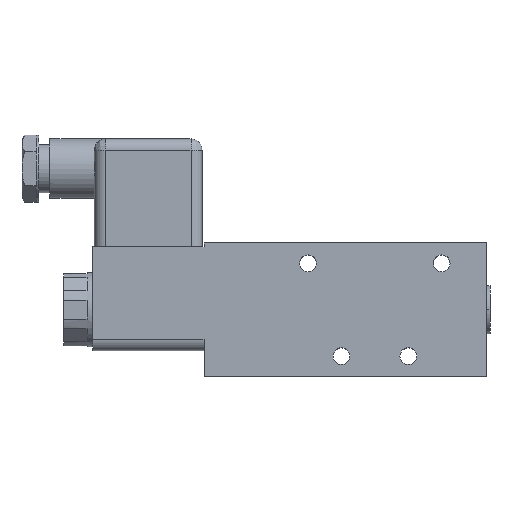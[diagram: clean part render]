
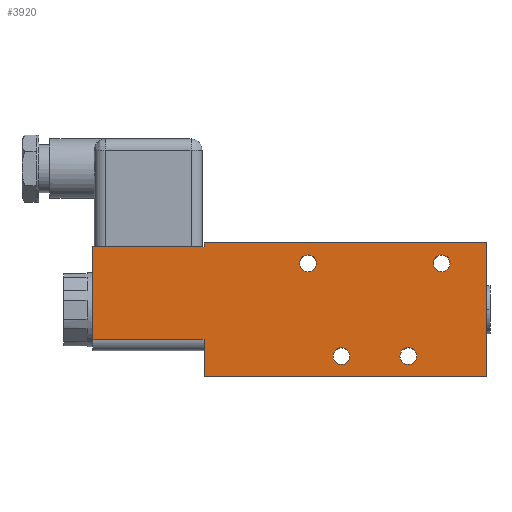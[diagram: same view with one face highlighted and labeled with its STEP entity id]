
A CAD part, top view. The second image highlights one B-rep face of the part: STEP entity #3920.
In plain terms, the highlighted planar face has unit normal (0, 0, 1).
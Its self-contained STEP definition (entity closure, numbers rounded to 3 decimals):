
#4 = AXIS2_PLACEMENT_3D ( 'NONE', #2511, #2523, #3442 ) ;
#21 = EDGE_LOOP ( 'NONE', ( #1054, #3254 ) ) ;
#107 = CARTESIAN_POINT ( 'NONE',  ( -86.959, -16.919, 38.897 ) ) ;
#109 = DIRECTION ( 'NONE',  ( -1., 0., 0. ) ) ;
#164 = LINE ( 'NONE', #235, #3373 ) ;
#183 = DIRECTION ( 'NONE',  ( 0., 0., 1. ) ) ;
#231 = VERTEX_POINT ( 'NONE', #2100 ) ;
#235 = CARTESIAN_POINT ( 'NONE',  ( -63.959, -52.919, 38.897 ) ) ;
#241 = CARTESIAN_POINT ( 'NONE',  ( -47.709, -47.419, 38.897 ) ) ;
#289 = CARTESIAN_POINT ( 'NONE',  ( -25.209, -22.419, 38.897 ) ) ;
#293 = FACE_BOUND ( 'NONE', #1405, .T. ) ;
#297 = LINE ( 'NONE', #3705, #787 ) ;
#335 = VERTEX_POINT ( 'NONE', #1927 ) ;
#365 = EDGE_CURVE ( 'NONE', #3113, #2677, #3105, .T. ) ;
#372 = VERTEX_POINT ( 'NONE', #107 ) ;
#382 = VERTEX_POINT ( 'NONE', #639 ) ;
#531 = ORIENTED_EDGE ( 'NONE', *, *, #3436, .F. ) ;
#617 = EDGE_CURVE ( 'NONE', #2456, #3914, #1707, .T. ) ;
#637 = FACE_BOUND ( 'NONE', #1443, .T. ) ;
#639 = CARTESIAN_POINT ( 'NONE',  ( -116.959, -17.919, 38.897 ) ) ;
#670 = ORIENTED_EDGE ( 'NONE', *, *, #365, .F. ) ;
#707 = LINE ( 'NONE', #2980, #3818 ) ;
#711 = LINE ( 'NONE', #2780, #1997 ) ;
#753 = CARTESIAN_POINT ( 'NONE',  ( -29.709, -47.419, 38.897 ) ) ;
#787 = VECTOR ( 'NONE', #1347, 1000. ) ;
#820 = DIRECTION ( 'NONE',  ( 1., 0., 0. ) ) ;
#824 = DIRECTION ( 'NONE',  ( -1., 0., 0. ) ) ;
#837 = VECTOR ( 'NONE', #1188, 1000. ) ;
#1024 = EDGE_CURVE ( 'NONE', #382, #3379, #2596, .T. ) ;
#1029 = VECTOR ( 'NONE', #1860, 1000. ) ;
#1054 = ORIENTED_EDGE ( 'NONE', *, *, #3267, .F. ) ;
#1157 = EDGE_CURVE ( 'NONE', #2286, #2345, #3229, .T. ) ;
#1178 = ORIENTED_EDGE ( 'NONE', *, *, #2189, .F. ) ;
#1188 = DIRECTION ( 'NONE',  ( 0., 1., 0. ) ) ;
#1189 = AXIS2_PLACEMENT_3D ( 'NONE', #3822, #1683, #2026 ) ;
#1200 = CIRCLE ( 'NONE', #4, 2.25 ) ;
#1212 = CARTESIAN_POINT ( 'NONE',  ( -22.959, -22.419, 38.897 ) ) ;
#1216 = DIRECTION ( 'NONE',  ( -1., 0., 0. ) ) ;
#1347 = DIRECTION ( 'NONE',  ( 1., 0., 0. ) ) ;
#1358 = AXIS2_PLACEMENT_3D ( 'NONE', #3404, #1879, #2422 ) ;
#1359 = PLANE ( 'NONE',  #1798 ) ;
#1390 = DIRECTION ( 'NONE',  ( 1., 0., 0. ) ) ;
#1391 = EDGE_LOOP ( 'NONE', ( #2302, #2484 ) ) ;
#1396 = CARTESIAN_POINT ( 'NONE',  ( -34.209, -47.419, 38.897 ) ) ;
#1405 = EDGE_LOOP ( 'NONE', ( #2837, #670 ) ) ;
#1443 = EDGE_LOOP ( 'NONE', ( #531, #1780 ) ) ;
#1457 = CARTESIAN_POINT ( 'NONE',  ( -86.959, -34.919, 38.897 ) ) ;
#1495 = VERTEX_POINT ( 'NONE', #2010 ) ;
#1545 = DIRECTION ( 'NONE',  ( 0., 1., 0. ) ) ;
#1572 = LINE ( 'NONE', #1818, #1029 ) ;
#1610 = AXIS2_PLACEMENT_3D ( 'NONE', #3190, #183, #3765 ) ;
#1623 = CARTESIAN_POINT ( 'NONE',  ( -49.959, -47.419, 38.897 ) ) ;
#1676 = DIRECTION ( 'NONE',  ( 0., 0., -1. ) ) ;
#1683 = DIRECTION ( 'NONE',  ( 0., 0., 1. ) ) ;
#1691 = ORIENTED_EDGE ( 'NONE', *, *, #1746, .F. ) ;
#1707 = CIRCLE ( 'NONE', #1610, 2.25 ) ;
#1737 = EDGE_CURVE ( 'NONE', #231, #382, #1572, .T. ) ;
#1740 = ORIENTED_EDGE ( 'NONE', *, *, #1737, .F. ) ;
#1746 = EDGE_CURVE ( 'NONE', #3379, #372, #711, .T. ) ;
#1776 = CARTESIAN_POINT ( 'NONE',  ( -86.959, -52.919, 38.897 ) ) ;
#1780 = ORIENTED_EDGE ( 'NONE', *, *, #2565, .F. ) ;
#1794 = DIRECTION ( 'NONE',  ( -1., 0., 0. ) ) ;
#1797 = VECTOR ( 'NONE', #1390, 1000. ) ;
#1798 = AXIS2_PLACEMENT_3D ( 'NONE', #3253, #1676, #820 ) ;
#1818 = CARTESIAN_POINT ( 'NONE',  ( -116.959, -34.919, 38.897 ) ) ;
#1860 = DIRECTION ( 'NONE',  ( 0., 1., 0. ) ) ;
#1869 = CARTESIAN_POINT ( 'NONE',  ( -61.209, -22.419, 38.897 ) ) ;
#1879 = DIRECTION ( 'NONE',  ( 0., 0., 1. ) ) ;
#1923 = EDGE_LOOP ( 'NONE', ( #3215, #1740, #1178, #1938, #2343, #2757, #2928, #1691 ) ) ;
#1927 = CARTESIAN_POINT ( 'NONE',  ( -10.959, -16.919, 38.897 ) ) ;
#1938 = ORIENTED_EDGE ( 'NONE', *, *, #1157, .F. ) ;
#1997 = VECTOR ( 'NONE', #1545, 1000. ) ;
#2010 = CARTESIAN_POINT ( 'NONE',  ( -10.959, -52.919, 38.897 ) ) ;
#2026 = DIRECTION ( 'NONE',  ( -1., 0., 0. ) ) ;
#2100 = CARTESIAN_POINT ( 'NONE',  ( -116.959, -42.919, 38.897 ) ) ;
#2108 = CARTESIAN_POINT ( 'NONE',  ( -56.709, -22.419, 38.897 ) ) ;
#2120 = CARTESIAN_POINT ( 'NONE',  ( -22.959, -22.419, 38.897 ) ) ;
#2171 = DIRECTION ( 'NONE',  ( 0., 0., 1. ) ) ;
#2189 = EDGE_CURVE ( 'NONE', #2345, #231, #707, .T. ) ;
#2253 = VERTEX_POINT ( 'NONE', #2108 ) ;
#2286 = VERTEX_POINT ( 'NONE', #1776 ) ;
#2302 = ORIENTED_EDGE ( 'NONE', *, *, #3865, .F. ) ;
#2313 = FACE_OUTER_BOUND ( 'NONE', #1923, .T. ) ;
#2325 = CIRCLE ( 'NONE', #2444, 2.25 ) ;
#2334 = CARTESIAN_POINT ( 'NONE',  ( -52.209, -47.419, 38.897 ) ) ;
#2343 = ORIENTED_EDGE ( 'NONE', *, *, #3228, .F. ) ;
#2345 = VERTEX_POINT ( 'NONE', #3390 ) ;
#2422 = DIRECTION ( 'NONE',  ( -1., 0., 0. ) ) ;
#2444 = AXIS2_PLACEMENT_3D ( 'NONE', #2120, #2171, #2552 ) ;
#2456 = VERTEX_POINT ( 'NONE', #753 ) ;
#2484 = ORIENTED_EDGE ( 'NONE', *, *, #617, .F. ) ;
#2511 = CARTESIAN_POINT ( 'NONE',  ( -58.959, -22.419, 38.897 ) ) ;
#2523 = DIRECTION ( 'NONE',  ( 0., 0., 1. ) ) ;
#2533 = DIRECTION ( 'NONE',  ( -1., 0., 0. ) ) ;
#2552 = DIRECTION ( 'NONE',  ( -1., 0., 0. ) ) ;
#2565 = EDGE_CURVE ( 'NONE', #2253, #3837, #3042, .T. ) ;
#2596 = LINE ( 'NONE', #2935, #1797 ) ;
#2677 = VERTEX_POINT ( 'NONE', #2334 ) ;
#2688 = FACE_BOUND ( 'NONE', #21, .T. ) ;
#2757 = ORIENTED_EDGE ( 'NONE', *, *, #3840, .F. ) ;
#2758 = AXIS2_PLACEMENT_3D ( 'NONE', #1623, #3754, #2533 ) ;
#2760 = DIRECTION ( 'NONE',  ( 0., -1., 0. ) ) ;
#2780 = CARTESIAN_POINT ( 'NONE',  ( -86.959, -17.419, 38.897 ) ) ;
#2837 = ORIENTED_EDGE ( 'NONE', *, *, #3875, .F. ) ;
#2839 = VERTEX_POINT ( 'NONE', #3168 ) ;
#2840 = CARTESIAN_POINT ( 'NONE',  ( -49.959, -47.419, 38.897 ) ) ;
#2867 = DIRECTION ( 'NONE',  ( 0., 0., 1. ) ) ;
#2913 = AXIS2_PLACEMENT_3D ( 'NONE', #1212, #3628, #824 ) ;
#2928 = ORIENTED_EDGE ( 'NONE', *, *, #3369, .F. ) ;
#2935 = CARTESIAN_POINT ( 'NONE',  ( -63.959, -17.919, 38.897 ) ) ;
#2937 = FACE_BOUND ( 'NONE', #1391, .T. ) ;
#2942 = CIRCLE ( 'NONE', #3917, 2.25 ) ;
#2980 = CARTESIAN_POINT ( 'NONE',  ( -63.959, -42.919, 38.897 ) ) ;
#3028 = CIRCLE ( 'NONE', #1358, 2.25 ) ;
#3042 = CIRCLE ( 'NONE', #1189, 2.25 ) ;
#3052 = CARTESIAN_POINT ( 'NONE',  ( -10.959, -34.919, 38.897 ) ) ;
#3060 = VERTEX_POINT ( 'NONE', #289 ) ;
#3075 = CARTESIAN_POINT ( 'NONE',  ( -86.959, -17.919, 38.897 ) ) ;
#3105 = CIRCLE ( 'NONE', #2758, 2.25 ) ;
#3113 = VERTEX_POINT ( 'NONE', #241 ) ;
#3125 = EDGE_CURVE ( 'NONE', #2839, #3060, #2325, .T. ) ;
#3130 = LINE ( 'NONE', #3052, #3603 ) ;
#3168 = CARTESIAN_POINT ( 'NONE',  ( -20.709, -22.419, 38.897 ) ) ;
#3190 = CARTESIAN_POINT ( 'NONE',  ( -31.959, -47.419, 38.897 ) ) ;
#3215 = ORIENTED_EDGE ( 'NONE', *, *, #1024, .F. ) ;
#3228 = EDGE_CURVE ( 'NONE', #1495, #2286, #164, .T. ) ;
#3229 = LINE ( 'NONE', #1457, #837 ) ;
#3253 = CARTESIAN_POINT ( 'NONE',  ( -116.959, -16.919, 38.897 ) ) ;
#3254 = ORIENTED_EDGE ( 'NONE', *, *, #3125, .F. ) ;
#3267 = EDGE_CURVE ( 'NONE', #3060, #2839, #3318, .T. ) ;
#3318 = CIRCLE ( 'NONE', #2913, 2.25 ) ;
#3369 = EDGE_CURVE ( 'NONE', #372, #335, #297, .T. ) ;
#3373 = VECTOR ( 'NONE', #1794, 1000. ) ;
#3379 = VERTEX_POINT ( 'NONE', #3075 ) ;
#3390 = CARTESIAN_POINT ( 'NONE',  ( -86.959, -42.919, 38.897 ) ) ;
#3404 = CARTESIAN_POINT ( 'NONE',  ( -31.959, -47.419, 38.897 ) ) ;
#3436 = EDGE_CURVE ( 'NONE', #3837, #2253, #1200, .T. ) ;
#3442 = DIRECTION ( 'NONE',  ( -1., 0., 0. ) ) ;
#3603 = VECTOR ( 'NONE', #2760, 1000. ) ;
#3628 = DIRECTION ( 'NONE',  ( 0., 0., 1. ) ) ;
#3705 = CARTESIAN_POINT ( 'NONE',  ( -63.959, -16.919, 38.897 ) ) ;
#3754 = DIRECTION ( 'NONE',  ( 0., 0., 1. ) ) ;
#3765 = DIRECTION ( 'NONE',  ( -1., 0., 0. ) ) ;
#3818 = VECTOR ( 'NONE', #1216, 1000. ) ;
#3822 = CARTESIAN_POINT ( 'NONE',  ( -58.959, -22.419, 38.897 ) ) ;
#3837 = VERTEX_POINT ( 'NONE', #1869 ) ;
#3840 = EDGE_CURVE ( 'NONE', #335, #1495, #3130, .T. ) ;
#3865 = EDGE_CURVE ( 'NONE', #3914, #2456, #3028, .T. ) ;
#3875 = EDGE_CURVE ( 'NONE', #2677, #3113, #2942, .T. ) ;
#3914 = VERTEX_POINT ( 'NONE', #1396 ) ;
#3917 = AXIS2_PLACEMENT_3D ( 'NONE', #2840, #2867, #109 ) ;
#3920 = ADVANCED_FACE ( 'NONE', ( #2937, #293, #2688, #637, #2313 ), #1359, .F. ) ;
